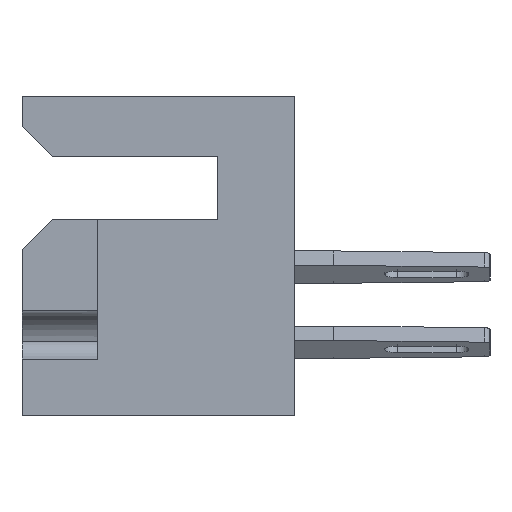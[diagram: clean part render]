
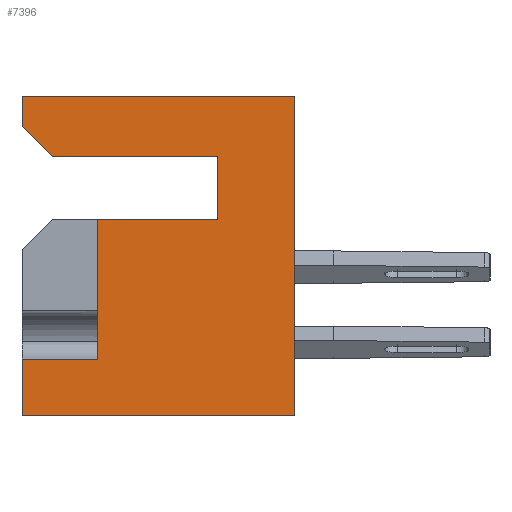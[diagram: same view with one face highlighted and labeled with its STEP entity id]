
A CAD part, left-side view. The second image highlights one B-rep face of the part: STEP entity #7396.
In plain terms, the highlighted planar face has unit normal (-1, 0, 0).
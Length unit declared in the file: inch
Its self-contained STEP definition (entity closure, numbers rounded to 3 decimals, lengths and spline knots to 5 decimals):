
#139 = DIRECTION ( 'NONE',  ( 0., -1., 0. ) ) ;
#393 = ORIENTED_EDGE ( 'NONE', *, *, #18737, .T. ) ;
#652 = VERTEX_POINT ( 'NONE', #18436 ) ;
#688 = CARTESIAN_POINT ( 'NONE',  ( 0., 0.128, -0.205 ) ) ;
#857 = VERTEX_POINT ( 'NONE', #688 ) ;
#1424 = ORIENTED_EDGE ( 'NONE', *, *, #19861, .T. ) ;
#1563 = VECTOR ( 'NONE', #1592, 39.37008 ) ;
#1592 = DIRECTION ( 'NONE',  ( 0., -1., 0. ) ) ;
#1793 = CARTESIAN_POINT ( 'NONE',  ( 0., 0., 0. ) ) ;
#1822 = VERTEX_POINT ( 'NONE', #12370 ) ;
#1898 = EDGE_CURVE ( 'NONE', #1822, #16527, #6318, .T. ) ;
#1946 = ORIENTED_EDGE ( 'NONE', *, *, #6326, .F. ) ;
#1974 = ORIENTED_EDGE ( 'NONE', *, *, #16407, .F. ) ;
#3056 = CARTESIAN_POINT ( 'NONE',  ( 0., 0.328, -0.437 ) ) ;
#3334 = CARTESIAN_POINT ( 'NONE',  ( 0., 0.403, -0.1 ) ) ;
#3337 = DIRECTION ( 'NONE',  ( 0., 0., 1. ) ) ;
#3382 = LINE ( 'NONE', #3433, #19390 ) ;
#3433 = CARTESIAN_POINT ( 'NONE',  ( 0., 0.128, -0.205 ) ) ;
#3545 = CARTESIAN_POINT ( 'NONE',  ( 0., 0.453, -0.437 ) ) ;
#3755 = DIRECTION ( 'NONE',  ( 0., 1., 0. ) ) ;
#3925 = CARTESIAN_POINT ( 'NONE',  ( 0., 0.128, -0.1 ) ) ;
#4125 = PLANE ( 'NONE',  #9320 ) ;
#4150 = EDGE_CURVE ( 'NONE', #9766, #10709, #11496, .T. ) ;
#5307 = EDGE_CURVE ( 'NONE', #857, #13128, #19201, .T. ) ;
#5385 = VECTOR ( 'NONE', #3755, 39.37008 ) ;
#5435 = CARTESIAN_POINT ( 'NONE',  ( 0., 0.453, -0.05 ) ) ;
#5685 = CARTESIAN_POINT ( 'NONE',  ( 0., 0.328, -0.205 ) ) ;
#6318 = LINE ( 'NONE', #9760, #7292 ) ;
#6326 = EDGE_CURVE ( 'NONE', #10709, #652, #6348, .T. ) ;
#6347 = CARTESIAN_POINT ( 'NONE',  ( 0., 0.453, -0.531 ) ) ;
#6348 = LINE ( 'NONE', #7959, #16729 ) ;
#6428 = EDGE_CURVE ( 'NONE', #857, #11469, #3382, .T. ) ;
#6719 = CARTESIAN_POINT ( 'NONE',  ( 0., 0.453, 0. ) ) ;
#6924 = EDGE_CURVE ( 'NONE', #15891, #16527, #9970, .T. ) ;
#7153 = DIRECTION ( 'NONE',  ( 0., 0., -1. ) ) ;
#7292 = VECTOR ( 'NONE', #17667, 39.37008 ) ;
#7396 = ADVANCED_FACE ( 'NONE', ( #10184 ), #4125, .F. ) ;
#7949 = EDGE_CURVE ( 'NONE', #18158, #652, #9189, .T. ) ;
#7959 = CARTESIAN_POINT ( 'NONE',  ( 0., 0.453, 0. ) ) ;
#8320 = VECTOR ( 'NONE', #9091, 39.37008 ) ;
#9091 = DIRECTION ( 'NONE',  ( 0., 0., 1. ) ) ;
#9104 = CARTESIAN_POINT ( 'NONE',  ( 0., 0.328, -0.205 ) ) ;
#9189 = LINE ( 'NONE', #1793, #12801 ) ;
#9320 = AXIS2_PLACEMENT_3D ( 'NONE', #11653, #14970, #7153 ) ;
#9472 = DIRECTION ( 'NONE',  ( 0., 1., 0. ) ) ;
#9760 = CARTESIAN_POINT ( 'NONE',  ( 0., 0.453, 0. ) ) ;
#9766 = VERTEX_POINT ( 'NONE', #5435 ) ;
#9970 = LINE ( 'NONE', #3056, #10444 ) ;
#10184 = FACE_OUTER_BOUND ( 'NONE', #11967, .T. ) ;
#10245 = LINE ( 'NONE', #9104, #16033 ) ;
#10444 = VECTOR ( 'NONE', #9472, 39.37008 ) ;
#10465 = ORIENTED_EDGE ( 'NONE', *, *, #7949, .T. ) ;
#10472 = ORIENTED_EDGE ( 'NONE', *, *, #5307, .F. ) ;
#10709 = VERTEX_POINT ( 'NONE', #16692 ) ;
#11397 = ORIENTED_EDGE ( 'NONE', *, *, #6428, .T. ) ;
#11469 = VERTEX_POINT ( 'NONE', #5685 ) ;
#11488 = ORIENTED_EDGE ( 'NONE', *, *, #15541, .F. ) ;
#11496 = LINE ( 'NONE', #6719, #19254 ) ;
#11653 = CARTESIAN_POINT ( 'NONE',  ( 0., 0.453, 0. ) ) ;
#11967 = EDGE_LOOP ( 'NONE', ( #19258, #19750, #393, #10465, #1946, #12707, #1424, #1974, #10472, #11397, #11488 ) ) ;
#12370 = CARTESIAN_POINT ( 'NONE',  ( 0., 0.453, -0.531 ) ) ;
#12504 = LINE ( 'NONE', #6347, #1563 ) ;
#12648 = DIRECTION ( 'NONE',  ( 0., 1., 0. ) ) ;
#12707 = ORIENTED_EDGE ( 'NONE', *, *, #4150, .F. ) ;
#12715 = DIRECTION ( 'NONE',  ( 0., 0., 1. ) ) ;
#12801 = VECTOR ( 'NONE', #12715, 39.37008 ) ;
#13128 = VERTEX_POINT ( 'NONE', #3925 ) ;
#13348 = LINE ( 'NONE', #16016, #5385 ) ;
#13819 = DIRECTION ( 'NONE',  ( 0., 0., 1. ) ) ;
#14057 = DIRECTION ( 'NONE',  ( 0., -0.707, -0.707 ) ) ;
#14320 = CARTESIAN_POINT ( 'NONE',  ( 0., 0., -0.531 ) ) ;
#14970 = DIRECTION ( 'NONE',  ( 1., 0., 0. ) ) ;
#15365 = VECTOR ( 'NONE', #14057, 39.37008 ) ;
#15541 = EDGE_CURVE ( 'NONE', #15891, #11469, #10245, .T. ) ;
#15852 = CARTESIAN_POINT ( 'NONE',  ( 0., 0.328, -0.437 ) ) ;
#15891 = VERTEX_POINT ( 'NONE', #15852 ) ;
#16016 = CARTESIAN_POINT ( 'NONE',  ( 0., 0.128, -0.1 ) ) ;
#16033 = VECTOR ( 'NONE', #13819, 39.37008 ) ;
#16039 = VERTEX_POINT ( 'NONE', #18210 ) ;
#16407 = EDGE_CURVE ( 'NONE', #13128, #16039, #13348, .T. ) ;
#16527 = VERTEX_POINT ( 'NONE', #3545 ) ;
#16578 = LINE ( 'NONE', #3334, #15365 ) ;
#16692 = CARTESIAN_POINT ( 'NONE',  ( 0., 0.453, 0. ) ) ;
#16729 = VECTOR ( 'NONE', #139, 39.37008 ) ;
#17006 = CARTESIAN_POINT ( 'NONE',  ( 0., 0.128, -0.1 ) ) ;
#17667 = DIRECTION ( 'NONE',  ( 0., 0., 1. ) ) ;
#18158 = VERTEX_POINT ( 'NONE', #14320 ) ;
#18210 = CARTESIAN_POINT ( 'NONE',  ( 0., 0.403, -0.1 ) ) ;
#18436 = CARTESIAN_POINT ( 'NONE',  ( 0., 0., 0. ) ) ;
#18737 = EDGE_CURVE ( 'NONE', #1822, #18158, #12504, .T. ) ;
#19201 = LINE ( 'NONE', #17006, #8320 ) ;
#19254 = VECTOR ( 'NONE', #3337, 39.37008 ) ;
#19258 = ORIENTED_EDGE ( 'NONE', *, *, #6924, .T. ) ;
#19390 = VECTOR ( 'NONE', #12648, 39.37008 ) ;
#19750 = ORIENTED_EDGE ( 'NONE', *, *, #1898, .F. ) ;
#19861 = EDGE_CURVE ( 'NONE', #9766, #16039, #16578, .T. ) ;
